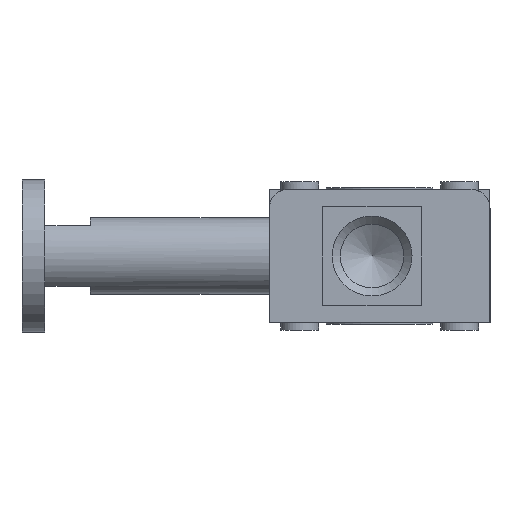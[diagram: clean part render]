
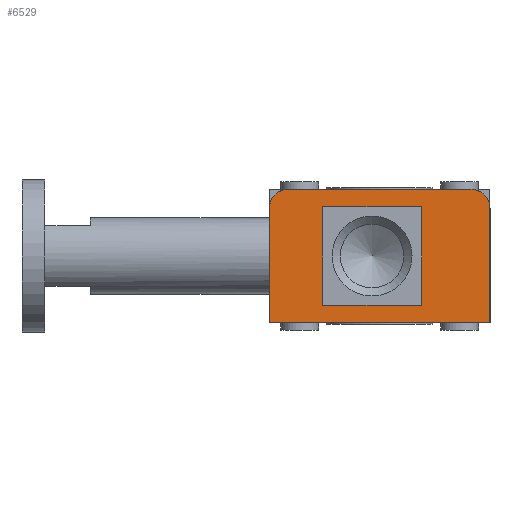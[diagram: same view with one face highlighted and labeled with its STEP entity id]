
A CAD part, left-side view. The second image highlights one B-rep face of the part: STEP entity #6529.
In plain terms, the highlighted planar face has unit normal (-1, 0, 0).
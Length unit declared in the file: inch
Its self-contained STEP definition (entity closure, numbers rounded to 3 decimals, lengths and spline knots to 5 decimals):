
#124=FACE_BOUND('',#957,.T.);
#256=PLANE('',#6894);
#592=FACE_OUTER_BOUND('',#956,.T.);
#956=EDGE_LOOP('',(#5542,#5543,#5544,#5545,#5546,#5547));
#957=EDGE_LOOP('',(#5548,#5549,#5550,#5551));
#1111=CIRCLE('',#6893,0.09843);
#1112=CIRCLE('',#6895,0.09843);
#1820=LINE('',#14100,#2329);
#1823=LINE('',#14105,#2332);
#1825=LINE('',#14109,#2334);
#1827=LINE('',#14112,#2336);
#1832=LINE('',#14128,#2341);
#1900=LINE('',#14404,#2409);
#1901=LINE('',#14405,#2410);
#1902=LINE('',#14406,#2411);
#2329=VECTOR('',#7751,0.3937);
#2332=VECTOR('',#7756,0.3937);
#2334=VECTOR('',#7760,0.3937);
#2336=VECTOR('',#7764,0.3937);
#2341=VECTOR('',#7781,0.3937);
#2409=VECTOR('',#7991,0.3937);
#2410=VECTOR('',#7992,0.3937);
#2411=VECTOR('',#7993,0.3937);
#2948=VERTEX_POINT('',#14098);
#2949=VERTEX_POINT('',#14099);
#2950=VERTEX_POINT('',#14104);
#2951=VERTEX_POINT('',#14108);
#2955=VERTEX_POINT('',#14125);
#2956=VERTEX_POINT('',#14127);
#3022=VERTEX_POINT('',#14395);
#3023=VERTEX_POINT('',#14397);
#3024=VERTEX_POINT('',#14401);
#3025=VERTEX_POINT('',#14402);
#3775=EDGE_CURVE('',#2948,#2949,#1820,.T.);
#3778=EDGE_CURVE('',#2949,#2950,#1823,.T.);
#3780=EDGE_CURVE('',#2950,#2951,#1825,.T.);
#3782=EDGE_CURVE('',#2951,#2948,#1827,.T.);
#3789=EDGE_CURVE('',#2955,#2956,#1832,.T.);
#3891=EDGE_CURVE('',#3022,#3023,#1111,.T.);
#3893=EDGE_CURVE('',#3024,#3025,#1112,.T.);
#3894=EDGE_CURVE('',#3023,#3024,#1900,.T.);
#3895=EDGE_CURVE('',#2956,#3022,#1901,.T.);
#3896=EDGE_CURVE('',#3025,#2955,#1902,.T.);
#5542=ORIENTED_EDGE('',*,*,#3893,.F.);
#5543=ORIENTED_EDGE('',*,*,#3894,.F.);
#5544=ORIENTED_EDGE('',*,*,#3891,.F.);
#5545=ORIENTED_EDGE('',*,*,#3895,.F.);
#5546=ORIENTED_EDGE('',*,*,#3789,.F.);
#5547=ORIENTED_EDGE('',*,*,#3896,.F.);
#5548=ORIENTED_EDGE('',*,*,#3782,.T.);
#5549=ORIENTED_EDGE('',*,*,#3775,.T.);
#5550=ORIENTED_EDGE('',*,*,#3778,.T.);
#5551=ORIENTED_EDGE('',*,*,#3780,.T.);
#6529=ADVANCED_FACE('',(#592,#124),#256,.T.);
#6893=AXIS2_PLACEMENT_3D('',#14398,#7984,#7985);
#6894=AXIS2_PLACEMENT_3D('',#14400,#7987,#7988);
#6895=AXIS2_PLACEMENT_3D('',#14403,#7989,#7990);
#7751=DIRECTION('',(0.,0.,1.));
#7756=DIRECTION('',(0.,-1.,0.));
#7760=DIRECTION('',(0.,0.,-1.));
#7764=DIRECTION('',(0.,1.,0.));
#7781=DIRECTION('',(0.,1.,0.));
#7984=DIRECTION('center_axis',(1.,0.,0.));
#7985=DIRECTION('ref_axis',(0.,0.707,0.707));
#7987=DIRECTION('center_axis',(-1.,0.,0.));
#7988=DIRECTION('ref_axis',(0.,-1.,0.));
#7989=DIRECTION('center_axis',(1.,0.,0.));
#7990=DIRECTION('ref_axis',(0.,-0.707,0.707));
#7991=DIRECTION('',(0.,-1.,0.));
#7992=DIRECTION('',(0.,0.,1.));
#7993=DIRECTION('',(0.,0.,-1.));
#14098=CARTESIAN_POINT('',(-2.65748,0.29528,-0.25591));
#14099=CARTESIAN_POINT('',(-2.65748,0.29528,0.25591));
#14100=CARTESIAN_POINT('',(-2.65748,0.29528,-0.12795));
#14104=CARTESIAN_POINT('',(-2.65748,-0.21654,0.25591));
#14105=CARTESIAN_POINT('',(-2.65748,0.43307,0.25591));
#14108=CARTESIAN_POINT('',(-2.65748,-0.21654,-0.25591));
#14109=CARTESIAN_POINT('',(-2.65748,-0.21654,0.12795));
#14112=CARTESIAN_POINT('',(-2.65748,0.17717,-0.25591));
#14125=CARTESIAN_POINT('',(-2.65748,-0.57087,-0.34449));
#14127=CARTESIAN_POINT('',(-2.65748,0.57087,-0.34449));
#14128=CARTESIAN_POINT('',(-2.65748,0.57087,-0.34449));
#14395=CARTESIAN_POINT('',(-2.65748,0.57087,0.24606));
#14397=CARTESIAN_POINT('',(-2.65748,0.47244,0.34449));
#14398=CARTESIAN_POINT('Origin',(-2.65748,0.47244,0.24606));
#14400=CARTESIAN_POINT('Origin',(-2.65748,0.57087,0.));
#14401=CARTESIAN_POINT('',(-2.65748,-0.47244,0.34449));
#14402=CARTESIAN_POINT('',(-2.65748,-0.57087,0.24606));
#14403=CARTESIAN_POINT('Origin',(-2.65748,-0.47244,0.24606));
#14404=CARTESIAN_POINT('',(-2.65748,0.57087,0.34449));
#14405=CARTESIAN_POINT('',(-2.65748,0.57087,0.));
#14406=CARTESIAN_POINT('',(-2.65748,-0.57087,0.));
